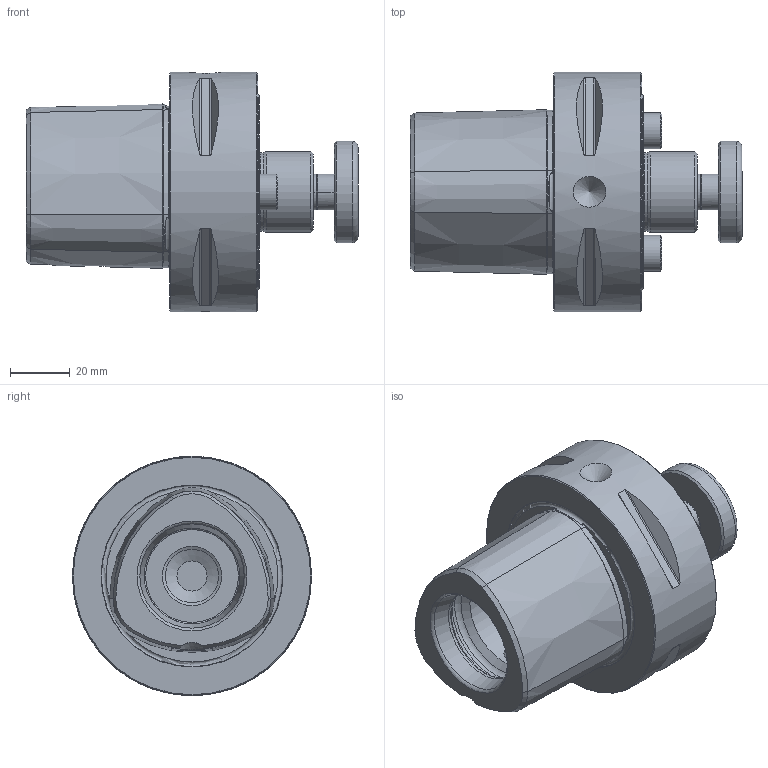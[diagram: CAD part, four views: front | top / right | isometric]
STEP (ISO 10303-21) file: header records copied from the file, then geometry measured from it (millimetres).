
FILE_DESCRIPTION( ( 'Unknown' ), '1' );
FILE_NAME( '280802710-C.stp', 'Unknown', ( 'Unknown' ), ( 'Unknown' ), 'PSStep 15.0.49', 'Unknown', ' ' );
FILE_SCHEMA( ( 'AUTOMOTIVE_DESIGN { 1 0 10303 214 1 1 1 1 }' ) );
Length unit declared in the file: millimetre
Products named in the file (6): Assem1; 0003444; 0003388; 0010499; 0010500; 0002817
Assembly tree (7 placements, depth 2):
  Assem1
    0003444
    0003388  x2
    0010499  x2
    0010500
    0002817
Bounding box: 111 x 80 x 80 mm (x, y, z)
Volume: 238085.3 mm3; surface area: 41265.7 mm2
Topology: 7 solids, 7 shells, 244 faces, 579 edges, 370 vertices
Faces by surface type: cone 93, plane 69, cylinder 62, torus 20
Full cylindrical faces by diameter (mm): 4 x1, 4.114 x2, 4.134 x2, 5.2 x2, 8.5 x2, 9.1 x2, 10 x4, 10.106 x2, 12 x4, 12.5 x1, 13 x1, 17.835 x2, 24.5 x1, 26.4 x1, 27 x1, 32 x2, 34 x1, 38 x1, 80 x1
Entity records: 7752 total; most frequent: CARTESIAN_POINT 1688, DIRECTION 928, ORIENTED_EDGE 772, AXIS2_PLACEMENT_3D 409, EDGE_CURVE 386, EDGE_LOOP 304, VERTEX_POINT 285, FACE_OUTER_BOUND 246
